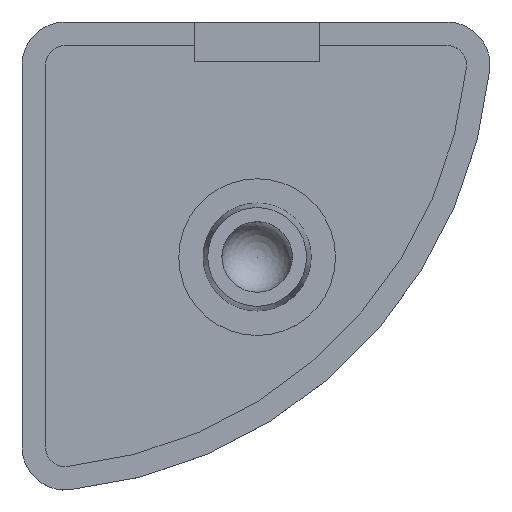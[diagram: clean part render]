
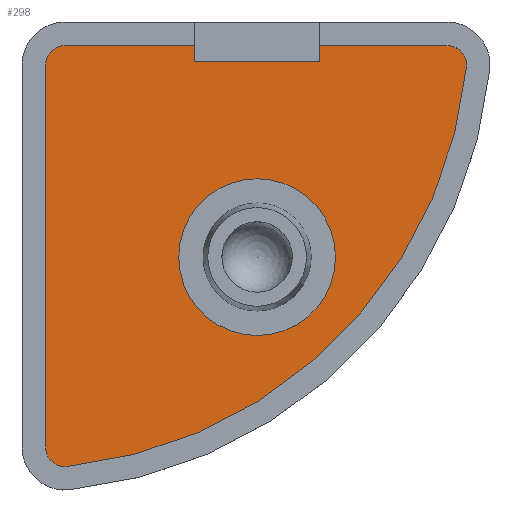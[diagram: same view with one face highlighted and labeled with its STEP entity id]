
A CAD part, top view. The second image highlights one B-rep face of the part: STEP entity #298.
In plain terms, the highlighted planar face has unit normal (0, 0, 1).
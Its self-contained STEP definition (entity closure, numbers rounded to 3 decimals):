
#75=CARTESIAN_POINT('',(4.0,13.5,-1.0));
#76=VERTEX_POINT('',#75);
#107=CARTESIAN_POINT('',(4.0,12.5,-1.0));
#108=VERTEX_POINT('',#107);
#115=CARTESIAN_POINT('',(4.0,13.5,-1.0));
#116=DIRECTION('',(0.0,-1.0,0.0));
#117=VECTOR('',#116,1.0);
#118=LINE('',#115,#117);
#119=EDGE_CURVE('',#76,#108,#118,.T.);
#129=CARTESIAN_POINT('',(-4.0,13.5,-1.0));
#130=VERTEX_POINT('',#129);
#139=CARTESIAN_POINT('',(-4.0,12.5,-1.0));
#140=VERTEX_POINT('',#139);
#141=CARTESIAN_POINT('',(-4.0,12.5,-1.0));
#142=DIRECTION('',(0.0,1.0,0.0));
#143=VECTOR('',#142,1.0);
#144=LINE('',#141,#143);
#145=EDGE_CURVE('',#140,#130,#144,.T.);
#193=CARTESIAN_POINT('',(4.0,12.5,-1.0));
#194=DIRECTION('',(-1.0,0.0,0.0));
#195=VECTOR('',#194,8.0);
#196=LINE('',#193,#195);
#197=EDGE_CURVE('',#108,#140,#196,.T.);
#219=CARTESIAN_POINT('',(-2.417,2.417,-1.0));
#220=DIRECTION('',(0.0,0.0,1.0));
#221=DIRECTION('',(1.0,0.0,0.0));
#222=AXIS2_PLACEMENT_3D('',#219,#220,#221);
#223=PLANE('',#222);
#224=ORIENTED_EDGE('',*,*,#119,.T.);
#225=ORIENTED_EDGE('',*,*,#197,.T.);
#226=ORIENTED_EDGE('',*,*,#145,.T.);
#227=CARTESIAN_POINT('',(-12.25,13.5,-1.0));
#228=VERTEX_POINT('',#227);
#229=CARTESIAN_POINT('',(-4.0,13.5,-1.0));
#230=DIRECTION('',(-1.0,0.0,0.0));
#231=VECTOR('',#230,8.25);
#232=LINE('',#229,#231);
#233=EDGE_CURVE('',#130,#228,#232,.T.);
#234=ORIENTED_EDGE('',*,*,#233,.T.);
#235=CARTESIAN_POINT('',(-13.5,12.25,-1.0));
#236=VERTEX_POINT('',#235);
#237=CARTESIAN_POINT('',(-12.25,12.25,-1.0));
#238=DIRECTION('',(0.0,0.0,1.0));
#239=DIRECTION('',(0.0,-1.0,0.0));
#240=AXIS2_PLACEMENT_3D('',#237,#238,#239);
#241=CIRCLE('',#240,1.25);
#242=EDGE_CURVE('',#228,#236,#241,.T.);
#243=ORIENTED_EDGE('',*,*,#242,.T.);
#244=CARTESIAN_POINT('',(-13.5,-12.111,-1.0));
#245=VERTEX_POINT('',#244);
#246=CARTESIAN_POINT('',(-13.5,12.25,-1.0));
#247=DIRECTION('',(0.0,-1.0,0.0));
#248=VECTOR('',#247,24.361);
#249=LINE('',#246,#248);
#250=EDGE_CURVE('',#236,#245,#249,.T.);
#251=ORIENTED_EDGE('',*,*,#250,.T.);
#252=CARTESIAN_POINT('',(-12.124,-13.355,-1.0));
#253=VERTEX_POINT('',#252);
#254=CARTESIAN_POINT('',(-12.25,-12.111,-1.0));
#255=DIRECTION('',(0.0,0.0,1.0));
#256=DIRECTION('',(1.0,0.0,0.0));
#257=AXIS2_PLACEMENT_3D('',#254,#255,#256);
#258=CIRCLE('',#257,1.25);
#259=EDGE_CURVE('',#245,#253,#258,.T.);
#260=ORIENTED_EDGE('',*,*,#259,.T.);
#261=CARTESIAN_POINT('',(13.355,12.124,-1.0));
#262=VERTEX_POINT('',#261);
#263=CARTESIAN_POINT('',(-15.,15.,-1.0));
#264=DIRECTION('',(0.0,0.0,1.0));
#265=DIRECTION('',(-0.101,0.995,0.0));
#266=AXIS2_PLACEMENT_3D('',#263,#264,#265);
#267=CIRCLE('',#266,28.5);
#268=EDGE_CURVE('',#253,#262,#267,.T.);
#269=ORIENTED_EDGE('',*,*,#268,.T.);
#270=CARTESIAN_POINT('',(12.111,13.5,-1.0));
#271=VERTEX_POINT('',#270);
#272=CARTESIAN_POINT('',(12.111,12.25,-1.0));
#273=DIRECTION('',(0.0,0.0,1.0));
#274=DIRECTION('',(-0.995,0.101,0.0));
#275=AXIS2_PLACEMENT_3D('',#272,#273,#274);
#276=CIRCLE('',#275,1.25);
#277=EDGE_CURVE('',#262,#271,#276,.T.);
#278=ORIENTED_EDGE('',*,*,#277,.T.);
#279=CARTESIAN_POINT('',(12.111,13.5,-1.0));
#280=DIRECTION('',(-1.0,0.0,0.0));
#281=VECTOR('',#280,8.111);
#282=LINE('',#279,#281);
#283=EDGE_CURVE('',#271,#76,#282,.T.);
#284=ORIENTED_EDGE('',*,*,#283,.T.);
#285=EDGE_LOOP('',(#224,#225,#226,#234,#243,#251,#260,#269,#278,#284));
#286=FACE_OUTER_BOUND('',#285,.T.);
#287=CARTESIAN_POINT('',(0.0,-5.,-1.0));
#288=VERTEX_POINT('',#287);
#289=CARTESIAN_POINT('',(0.0,0.,-1.0));
#290=DIRECTION('',(0.0,0.0,-1.0));
#291=DIRECTION('',(0.0,-1.0,0.0));
#292=AXIS2_PLACEMENT_3D('',#289,#290,#291);
#293=CIRCLE('',#292,5.);
#294=EDGE_CURVE('',#288,#288,#293,.T.);
#295=ORIENTED_EDGE('',*,*,#294,.T.);
#296=EDGE_LOOP('',(#295));
#297=FACE_BOUND('',#296,.T.);
#298=ADVANCED_FACE('',(#286,#297),#223,.T.);
